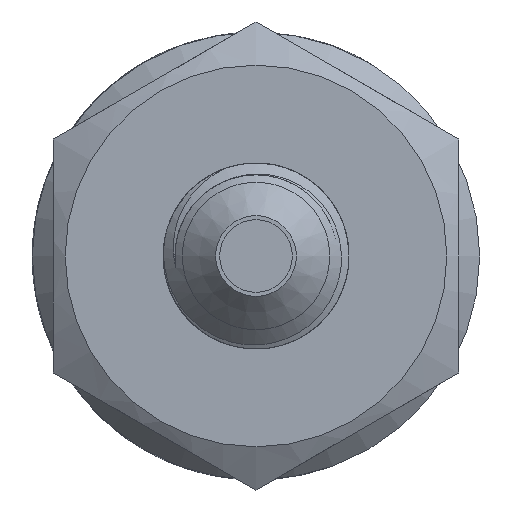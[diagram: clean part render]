
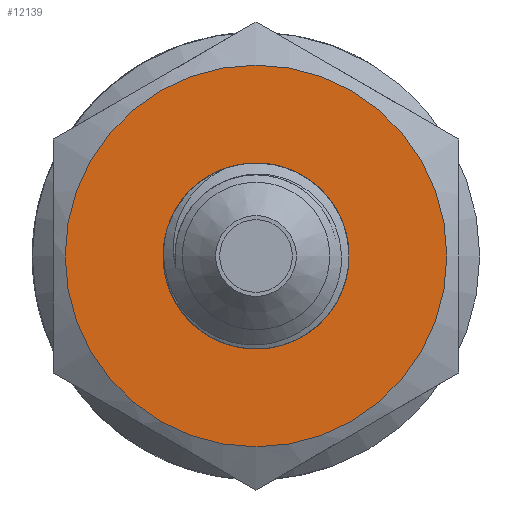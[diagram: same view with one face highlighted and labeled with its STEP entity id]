
A CAD part, left-side view. The second image highlights one B-rep face of the part: STEP entity #12139.
In plain terms, the highlighted planar face has unit normal (-1, 0, 0).
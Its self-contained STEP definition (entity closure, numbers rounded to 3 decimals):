
#1187=FACE_BOUND('',#3882,.T.);
#3170=FACE_OUTER_BOUND('',#3881,.T.);
#3881=EDGE_LOOP('',(#8166));
#3882=EDGE_LOOP('',(#8167));
#4627=CIRCLE('',#12912,11.3);
#4628=CIRCLE('',#12913,5.5);
#4921=VERTEX_POINT('',#17140);
#4922=VERTEX_POINT('',#17142);
#6215=EDGE_CURVE('',#4921,#4921,#4627,.T.);
#6216=EDGE_CURVE('',#4922,#4922,#4628,.T.);
#8166=ORIENTED_EDGE('',*,*,#6215,.T.);
#8167=ORIENTED_EDGE('',*,*,#6216,.T.);
#11877=PLANE('',#12911);
#12139=ADVANCED_FACE('',(#3170,#1187),#11877,.T.);
#12911=AXIS2_PLACEMENT_3D('',#17139,#13612,#13613);
#12912=AXIS2_PLACEMENT_3D('',#17141,#13614,#13615);
#12913=AXIS2_PLACEMENT_3D('',#17143,#13616,#13617);
#13612=DIRECTION('center_axis',(-1.,0.,0.));
#13613=DIRECTION('ref_axis',(0.,0.,1.));
#13614=DIRECTION('center_axis',(-1.,0.,0.));
#13615=DIRECTION('ref_axis',(0.,1.,0.));
#13616=DIRECTION('center_axis',(1.,0.,0.));
#13617=DIRECTION('ref_axis',(0.,0.,-1.));
#17139=CARTESIAN_POINT('Origin',(13.6,12.,0.));
#17140=CARTESIAN_POINT('',(13.6,-11.3,0.));
#17141=CARTESIAN_POINT('Origin',(13.6,0.,0.));
#17142=CARTESIAN_POINT('',(13.6,0.,5.5));
#17143=CARTESIAN_POINT('Origin',(13.6,0.,0.));
